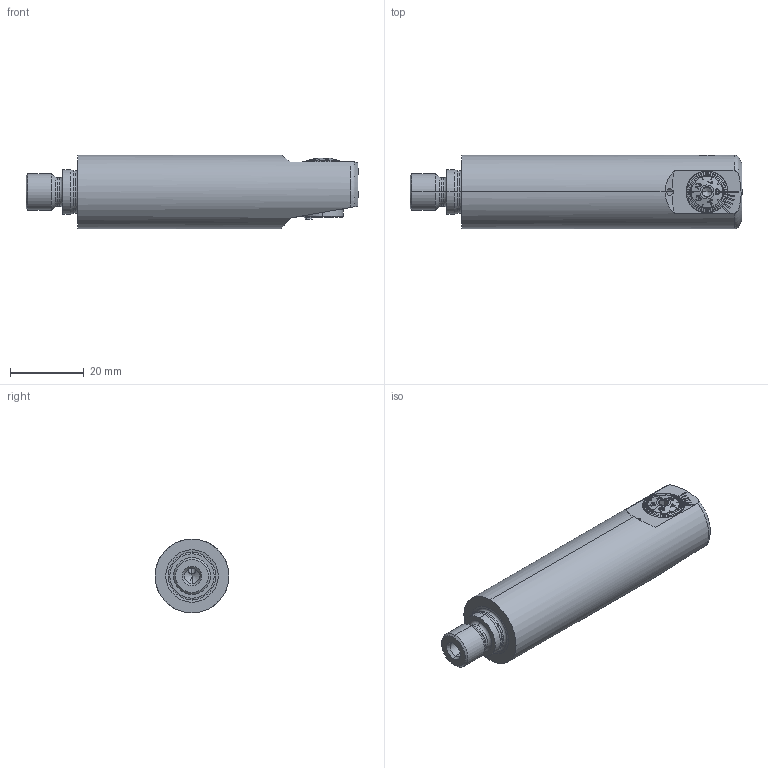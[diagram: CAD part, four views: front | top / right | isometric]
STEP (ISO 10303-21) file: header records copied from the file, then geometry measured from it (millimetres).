
FILE_DESCRIPTION (( 'STEP AP203' ), '1' );
FILE_NAME ('300.020.024.080.STEP', '2018-02-27T15:09:46', ( 'SWIAdmin' ), ( 'Hewlett-Packard Company' ), 'SwSTEP 2.0', 'SolidWorks 2017', '' );
FILE_SCHEMA (( 'CONFIG_CONTROL_DESIGN' ));
Length unit declared in the file: millimetre
Products named in the file (13): ISO 8744-1.5x5; F20-BG3.002.011_A; F20-BG3.003.005_A; F20; F20-BG1.001.011_A; 300.020.024.080; F20-BG2.001.000_B; F20-BG4.001.000_mit Aufsatz; DIN 3771 - 9x1; ISO 4026 - M4 x 3; HP1-F20.K10.080_A
Assembly tree (12 placements, depth 3):
  300.020.024.080
    HP1-F20.K10.080_A
    F20
      F20-BG3.002.011_A
      F20-BG3.003.005_A
      F20-BG1.001.011_A
      F20-BG2.001.000_B
      F20-BG4.001.000_mit Aufsatz
      DIN 3771 - 9x1
      ISO 8744-1.5x5
      ISO 4026 - M4 x 3
      ISO 8744-1.5x5
      ISO 8744-1.5x5
Bounding box: 90 x 20 x 20 mm (x, y, z)
Volume: 22758.6 mm3; surface area: 9157.3 mm2
Topology: 11 solids, 11 shells, 598 faces, 1605 edges, 1032 vertices
Faces by surface type: plane 281, cone 143, cylinder 96, bspline 36, torus 26, sphere 16
Entity records: 22504 total; most frequent: CARTESIAN_POINT 6987, ORIENTED_EDGE 3186, DIRECTION 2668, EDGE_CURVE 1593, AXIS2_PLACEMENT_3D 1040, VERTEX_POINT 1032, EDGE_LOOP 635, FACE_OUTER_BOUND 598
